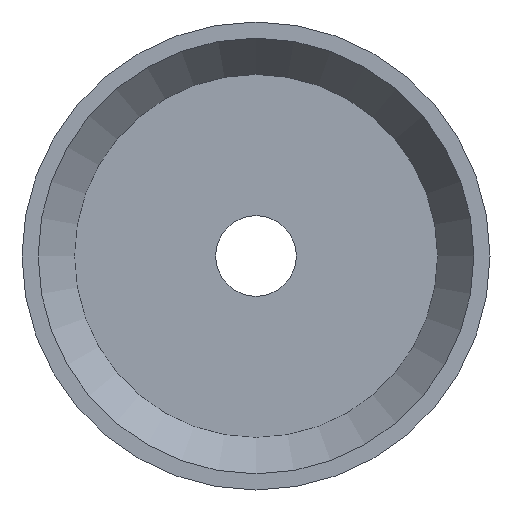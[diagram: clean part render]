
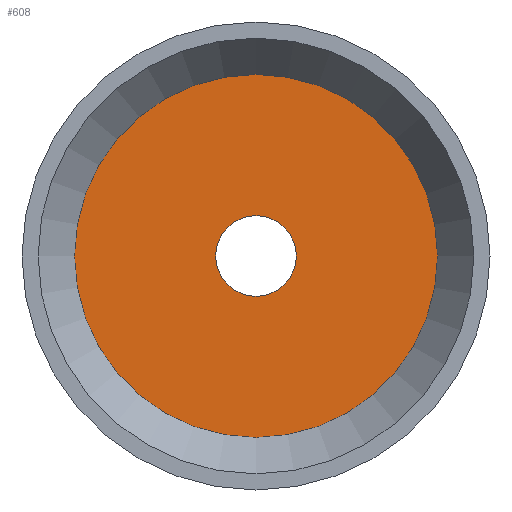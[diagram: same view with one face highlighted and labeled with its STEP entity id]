
A CAD part, front view. The second image highlights one B-rep face of the part: STEP entity #608.
In plain terms, the highlighted planar face has unit normal (0, -1, 0).
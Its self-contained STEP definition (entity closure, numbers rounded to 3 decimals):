
#99 = CONICAL_SURFACE('',#100,10.5,0.644);
#100 = AXIS2_PLACEMENT_3D('',#101,#102,#103);
#101 = CARTESIAN_POINT('',(0.,4.,0.));
#102 = DIRECTION('',(0.,-1.,0.));
#103 = DIRECTION('',(1.,0.,0.));
#479 = EDGE_CURVE('',#480,#480,#482,.T.);
#480 = VERTEX_POINT('',#481);
#481 = CARTESIAN_POINT('',(11.25,3.,0.));
#482 = SURFACE_CURVE('',#483,(#488,#494),.PCURVE_S1.);
#483 = CIRCLE('',#484,11.25);
#484 = AXIS2_PLACEMENT_3D('',#485,#486,#487);
#485 = CARTESIAN_POINT('',(0.,3.,0.));
#486 = DIRECTION('',(0.,-1.,0.));
#487 = DIRECTION('',(1.,0.,0.));
#488 = PCURVE('',#99,#489);
#489 = DEFINITIONAL_REPRESENTATION('',(#490),#493);
#490 = B_SPLINE_CURVE_WITH_KNOTS('',1,(#491,#492),.UNSPECIFIED.,.F.,.F.,
  (2,2),(0.,6.283),.PIECEWISE_BEZIER_KNOTS.);
#491 = CARTESIAN_POINT('',(-6.283,1.));
#492 = CARTESIAN_POINT('',(0.,1.));
#493 = ( GEOMETRIC_REPRESENTATION_CONTEXT(2) 
PARAMETRIC_REPRESENTATION_CONTEXT() REPRESENTATION_CONTEXT('2D SPACE',''
  ) );
#494 = PCURVE('',#495,#500);
#495 = PLANE('',#496);
#496 = AXIS2_PLACEMENT_3D('',#497,#498,#499);
#497 = CARTESIAN_POINT('',(0.,3.,0.));
#498 = DIRECTION('',(0.,1.,0.));
#499 = DIRECTION('',(0.,0.,1.));
#500 = DEFINITIONAL_REPRESENTATION('',(#501),#509);
#501 = ( BOUNDED_CURVE() B_SPLINE_CURVE(2,(#502,#503,#504,#505,#506,#507
,#508),.UNSPECIFIED.,.T.,.F.) B_SPLINE_CURVE_WITH_KNOTS((1,2,2,2,2,1),(
    -2.094,0.,2.094,4.189,6.283,
8.378),.UNSPECIFIED.) CURVE() GEOMETRIC_REPRESENTATION_ITEM() 
RATIONAL_B_SPLINE_CURVE((1.,0.5,1.,0.5,1.,0.5,1.)) REPRESENTATION_ITEM(
  '') );
#502 = CARTESIAN_POINT('',(0.,11.25));
#503 = CARTESIAN_POINT('',(19.486,11.25));
#504 = CARTESIAN_POINT('',(9.743,-5.625));
#505 = CARTESIAN_POINT('',(0.,-22.5));
#506 = CARTESIAN_POINT('',(-9.743,-5.625));
#507 = CARTESIAN_POINT('',(-19.486,11.25));
#508 = CARTESIAN_POINT('',(0.,11.25));
#509 = ( GEOMETRIC_REPRESENTATION_CONTEXT(2) 
PARAMETRIC_REPRESENTATION_CONTEXT() REPRESENTATION_CONTEXT('2D SPACE',''
  ) );
#608 = ADVANCED_FACE('',(#609,#612),#495,.F.);
#609 = FACE_BOUND('',#610,.F.);
#610 = EDGE_LOOP('',(#611));
#611 = ORIENTED_EDGE('',*,*,#479,.F.);
#612 = FACE_BOUND('',#613,.F.);
#613 = EDGE_LOOP('',(#614));
#614 = ORIENTED_EDGE('',*,*,#615,.F.);
#615 = EDGE_CURVE('',#616,#616,#618,.T.);
#616 = VERTEX_POINT('',#617);
#617 = CARTESIAN_POINT('',(2.5,3.,0.));
#618 = SURFACE_CURVE('',#619,(#624,#631),.PCURVE_S1.);
#619 = CIRCLE('',#620,2.5);
#620 = AXIS2_PLACEMENT_3D('',#621,#622,#623);
#621 = CARTESIAN_POINT('',(0.,3.,0.));
#622 = DIRECTION('',(0.,1.,0.));
#623 = DIRECTION('',(1.,0.,0.));
#624 = PCURVE('',#495,#625);
#625 = DEFINITIONAL_REPRESENTATION('',(#626),#630);
#626 = CIRCLE('',#627,2.5);
#627 = AXIS2_PLACEMENT_2D('',#628,#629);
#628 = CARTESIAN_POINT('',(0.,0.));
#629 = DIRECTION('',(0.,1.));
#630 = ( GEOMETRIC_REPRESENTATION_CONTEXT(2) 
PARAMETRIC_REPRESENTATION_CONTEXT() REPRESENTATION_CONTEXT('2D SPACE',''
  ) );
#631 = PCURVE('',#632,#637);
#632 = CYLINDRICAL_SURFACE('',#633,2.5);
#633 = AXIS2_PLACEMENT_3D('',#634,#635,#636);
#634 = CARTESIAN_POINT('',(0.,4.,0.));
#635 = DIRECTION('',(0.,1.,0.));
#636 = DIRECTION('',(1.,0.,0.));
#637 = DEFINITIONAL_REPRESENTATION('',(#638),#641);
#638 = B_SPLINE_CURVE_WITH_KNOTS('',1,(#639,#640),.UNSPECIFIED.,.F.,.F.,
  (2,2),(0.,6.283),.PIECEWISE_BEZIER_KNOTS.);
#639 = CARTESIAN_POINT('',(0.,-1.));
#640 = CARTESIAN_POINT('',(6.283,-1.));
#641 = ( GEOMETRIC_REPRESENTATION_CONTEXT(2) 
PARAMETRIC_REPRESENTATION_CONTEXT() REPRESENTATION_CONTEXT('2D SPACE',''
  ) );
